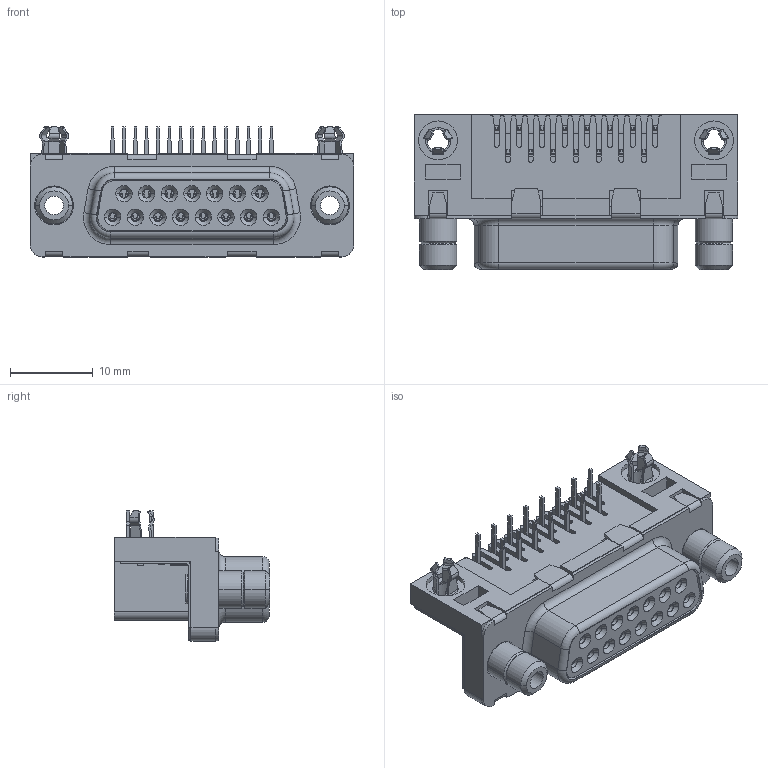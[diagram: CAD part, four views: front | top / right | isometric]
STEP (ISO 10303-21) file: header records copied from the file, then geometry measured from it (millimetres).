
FILE_DESCRIPTION((''),'2;1');
FILE_NAME('D15S33E4GV00LFC','2007-08-04T',('vrajkris'),('FCI - CDC Division'),'PRO/ENGINEER BY PARAMETRIC TECHNOLOGY CORPORATION, 2004440','PRO/ENGINEER BY PARAMETRIC TECHNOLOGY CORPORATION, 2004440','');
FILE_SCHEMA(('CONFIG_CONTROL_DESIGN'));
Products named in the file (1): D15S33E4GV00LFC
Bounding box: 39.14 x 18.75 x 15.75 mm (x, y, z)
Volume: 4489.1 mm3; surface area: 5641.1 mm2
Topology: 1 solids, 1 shells, 1723 faces, 4974 edges, 3198 vertices
Faces by surface type: plane 1022, cylinder 401, bspline 168, torus 86, cone 46
Entity records: 67145 total; most frequent: CARTESIAN_POINT 22592, ORIENTED_EDGE 9948, DIRECTION 8538, EDGE_CURVE 4974, VECTOR 3212, LINE 3212, VERTEX_POINT 3198, AXIS2_PLACEMENT_3D 2663
